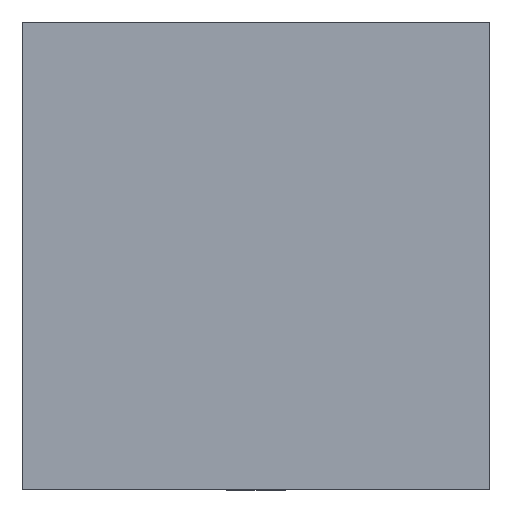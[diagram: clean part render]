
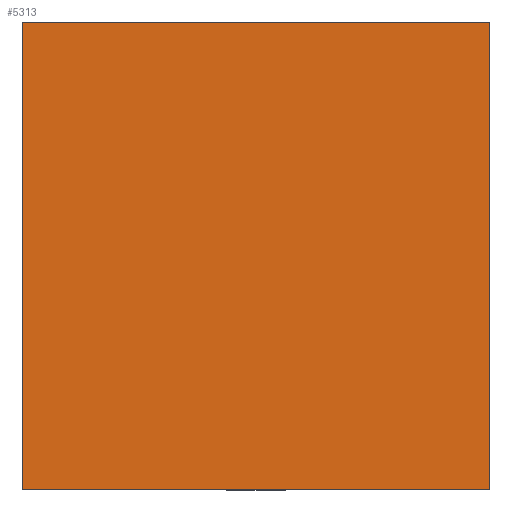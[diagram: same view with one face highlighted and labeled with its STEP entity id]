
A CAD part, top view. The second image highlights one B-rep face of the part: STEP entity #5313.
In plain terms, the highlighted face is planar.
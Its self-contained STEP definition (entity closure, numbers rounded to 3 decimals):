
#4022=DIRECTION('',(0.,0.,1.));
#4023=VECTOR('',#4022,2.);
#4024=CARTESIAN_POINT('',(-1.,0.775,-1.));
#4025=LINE('',#4024,#4023);
#4029=DIRECTION('',(-1.,0.,0.));
#4030=VECTOR('',#4029,2.);
#4031=CARTESIAN_POINT('',(1.,0.775,-1.));
#4032=LINE('',#4031,#4030);
#4036=DIRECTION('',(0.,0.,-1.));
#4037=VECTOR('',#4036,2.);
#4038=CARTESIAN_POINT('',(1.,0.775,1.));
#4039=LINE('',#4038,#4037);
#4043=DIRECTION('',(1.,0.,0.));
#4044=VECTOR('',#4043,2.);
#4045=CARTESIAN_POINT('',(-1.,0.775,1.));
#4046=LINE('',#4045,#4044);
#4245=CARTESIAN_POINT('',(-1.,0.775,-1.));
#4246=CARTESIAN_POINT('',(-1.,0.775,1.));
#4247=VERTEX_POINT('',#4245);
#4248=VERTEX_POINT('',#4246);
#4249=CARTESIAN_POINT('',(1.,0.775,1.));
#4250=VERTEX_POINT('',#4249);
#4251=CARTESIAN_POINT('',(1.,0.775,-1.));
#4252=VERTEX_POINT('',#4251);
#5302=CARTESIAN_POINT('',(0.,0.775,0.));
#5303=DIRECTION('',(0.,1.,0.));
#5304=DIRECTION('',(1.,0.,0.));
#5305=AXIS2_PLACEMENT_3D('',#5302,#5303,#5304);
#5306=PLANE('',#5305);
#5307=ORIENTED_EDGE('',*,*,#4679,.F.);
#5308=ORIENTED_EDGE('',*,*,#4735,.F.);
#5309=ORIENTED_EDGE('',*,*,#4858,.F.);
#5310=ORIENTED_EDGE('',*,*,#5208,.F.);
#5311=EDGE_LOOP('',(#5307,#5308,#5309,#5310));
#5312=FACE_OUTER_BOUND('',#5311,.F.);
#4679=EDGE_CURVE('',#4247,#4248,#4025,.T.);
#4735=EDGE_CURVE('',#4252,#4247,#4032,.T.);
#4858=EDGE_CURVE('',#4250,#4252,#4039,.T.);
#5208=EDGE_CURVE('',#4248,#4250,#4046,.T.);
#5313=ADVANCED_FACE('',(#5312),#5306,.T.);
